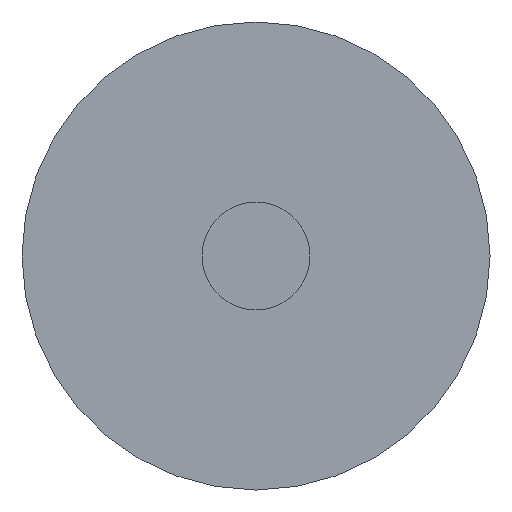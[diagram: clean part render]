
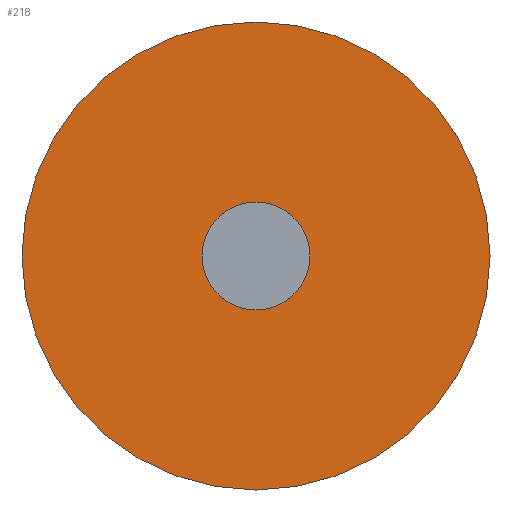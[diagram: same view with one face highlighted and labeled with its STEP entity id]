
A CAD part, front view. The second image highlights one B-rep face of the part: STEP entity #218.
In plain terms, the highlighted planar face has unit normal (0, -1, 0).
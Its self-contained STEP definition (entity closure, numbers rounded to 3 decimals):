
#15=FACE_BOUND('',#85,.T.);
#68=FACE_OUTER_BOUND('',#84,.T.);
#84=EDGE_LOOP('',(#195));
#85=EDGE_LOOP('',(#196));
#101=CIRCLE('',#261,2.52);
#102=CIRCLE('',#263,10.936);
#116=VERTEX_POINT('',#394);
#117=VERTEX_POINT('',#398);
#143=EDGE_CURVE('',#116,#116,#101,.T.);
#144=EDGE_CURVE('',#117,#117,#102,.T.);
#195=ORIENTED_EDGE('',*,*,#144,.T.);
#196=ORIENTED_EDGE('',*,*,#143,.T.);
#203=PLANE('',#262);
#218=ADVANCED_FACE('',(#68,#15),#203,.F.);
#261=AXIS2_PLACEMENT_3D('',#396,#332,#333);
#262=AXIS2_PLACEMENT_3D('',#397,#334,#335);
#263=AXIS2_PLACEMENT_3D('',#399,#336,#337);
#332=DIRECTION('center_axis',(0.,1.,0.));
#333=DIRECTION('ref_axis',(-1.,0.,0.));
#334=DIRECTION('center_axis',(0.,1.,0.));
#335=DIRECTION('ref_axis',(1.,0.,0.));
#336=DIRECTION('center_axis',(0.,-1.,0.));
#337=DIRECTION('ref_axis',(1.,0.,0.));
#394=CARTESIAN_POINT('',(2.52,-9.,0.));
#396=CARTESIAN_POINT('Origin',(0.,-9.,0.));
#397=CARTESIAN_POINT('Origin',(0.,-9.,0.));
#398=CARTESIAN_POINT('',(-10.936,-9.,0.));
#399=CARTESIAN_POINT('Origin',(0.,-9.,0.));
